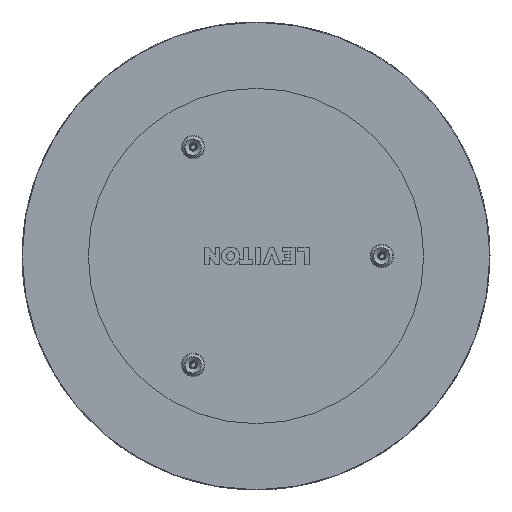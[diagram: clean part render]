
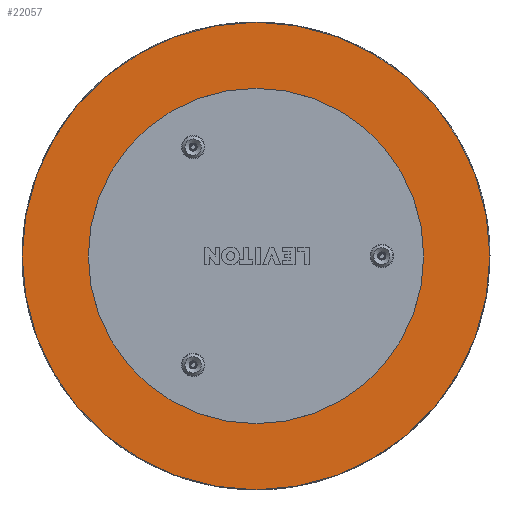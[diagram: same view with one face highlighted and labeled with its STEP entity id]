
A CAD part, front view. The second image highlights one B-rep face of the part: STEP entity #22057.
In plain terms, the highlighted planar face has unit normal (0, -1, 0).
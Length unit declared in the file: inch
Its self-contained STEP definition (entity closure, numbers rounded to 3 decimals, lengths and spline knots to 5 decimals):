
#1707 = AXIS2_PLACEMENT_3D ( 'NONE', #3795, #4096, #40864 ) ;
#2256 = DIRECTION ( 'NONE',  ( 0., 1., 0. ) ) ;
#2907 = EDGE_CURVE ( 'NONE', #7420, #7420, #49735, .T. ) ;
#3795 = CARTESIAN_POINT ( 'NONE',  ( 0., -0.437, 0. ) ) ;
#4096 = DIRECTION ( 'NONE',  ( 0., -1., 0. ) ) ;
#7420 = VERTEX_POINT ( 'NONE', #16186 ) ;
#11882 = CARTESIAN_POINT ( 'NONE',  ( 0., -0.437, 0. ) ) ;
#13035 = ORIENTED_EDGE ( 'NONE', *, *, #49227, .F. ) ;
#16136 = DIRECTION ( 'NONE',  ( 0., 0., 1. ) ) ;
#16186 = CARTESIAN_POINT ( 'NONE',  ( 0., -0.437, 3. ) ) ;
#17022 = CIRCLE ( 'NONE', #32400, 4.183 ) ;
#20349 = PLANE ( 'NONE',  #37967 ) ;
#22057 = ADVANCED_FACE ( 'NONE', ( #53086, #47690 ), #20349, .F. ) ;
#22383 = EDGE_LOOP ( 'NONE', ( #13035 ) ) ;
#32400 = AXIS2_PLACEMENT_3D ( 'NONE', #56734, #2256, #16136 ) ;
#37967 = AXIS2_PLACEMENT_3D ( 'NONE', #11882, #48566, #43493 ) ;
#38123 = EDGE_LOOP ( 'NONE', ( #53250 ) ) ;
#40864 = DIRECTION ( 'NONE',  ( 0., 0., 1. ) ) ;
#41132 = CARTESIAN_POINT ( 'NONE',  ( 0., -0.437, 4.183 ) ) ;
#43493 = DIRECTION ( 'NONE',  ( 0., 0., 1. ) ) ;
#47690 = FACE_OUTER_BOUND ( 'NONE', #22383, .T. ) ;
#48566 = DIRECTION ( 'NONE',  ( 0., 1., 0. ) ) ;
#49227 = EDGE_CURVE ( 'NONE', #54049, #54049, #17022, .T. ) ;
#49735 = CIRCLE ( 'NONE', #1707, 3. ) ;
#53086 = FACE_BOUND ( 'NONE', #38123, .T. ) ;
#53250 = ORIENTED_EDGE ( 'NONE', *, *, #2907, .F. ) ;
#54049 = VERTEX_POINT ( 'NONE', #41132 ) ;
#56734 = CARTESIAN_POINT ( 'NONE',  ( 0., -0.437, 0. ) ) ;
